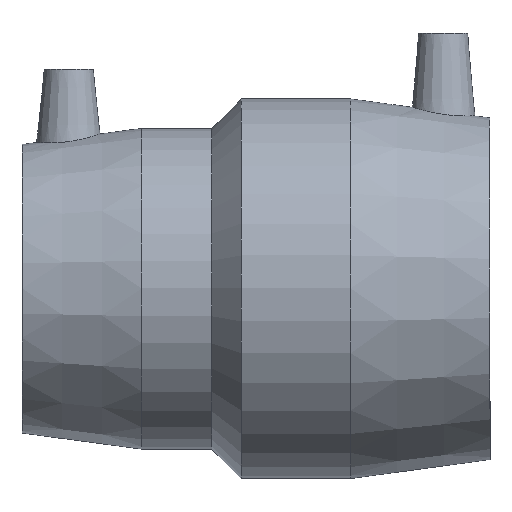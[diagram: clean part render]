
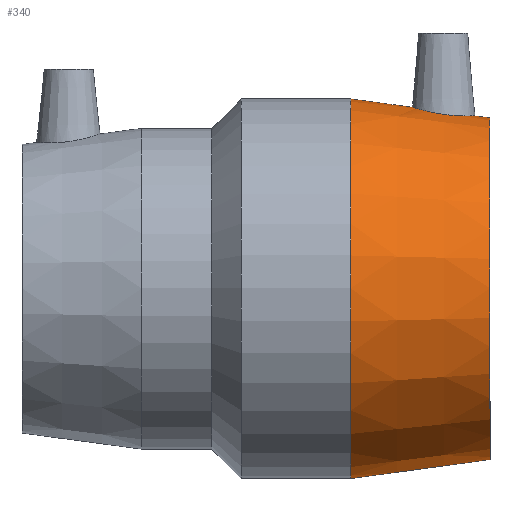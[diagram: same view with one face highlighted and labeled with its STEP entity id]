
A CAD part, top view. The second image highlights one B-rep face of the part: STEP entity #340.
In plain terms, the highlighted conical face has half-angle 7.753 degrees and reference radius 55.1 mm.
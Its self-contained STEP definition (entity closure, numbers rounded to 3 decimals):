
#15=B_SPLINE_CURVE_WITH_KNOTS('',3,(#561,#562,#563,#564,#565,#566,#567,
#568,#569,#570,#571,#572,#573,#574,#575,#576,#577,#578,#579,#580,#581,#582,
#583,#584,#585,#586,#587,#588,#589,#590,#591,#592,#593,#594),
 .UNSPECIFIED.,.T.,.F.,(4,2,2,2,2,2,2,2,2,2,2,2,2,2,2,2,4),(0.,0.357,
0.713,1.071,1.429,1.787,2.145,
2.502,2.859,3.235,3.612,3.981,
4.35,4.719,5.088,5.465,5.842),
 .UNSPECIFIED.);
#20=CONICAL_SURFACE('',#387,55.1,7.753);
#38=FACE_BOUND('',#127,.T.);
#39=FACE_BOUND('',#128,.T.);
#82=FACE_OUTER_BOUND('',#126,.T.);
#126=EDGE_LOOP('',(#279));
#127=EDGE_LOOP('',(#280));
#128=EDGE_LOOP('',(#281));
#173=CIRCLE('',#386,58.);
#174=CIRCLE('',#388,52.2);
#195=VERTEX_POINT('',#560);
#204=VERTEX_POINT('',#652);
#205=VERTEX_POINT('',#655);
#226=EDGE_CURVE('',#195,#195,#15,.T.);
#235=EDGE_CURVE('',#204,#204,#173,.T.);
#236=EDGE_CURVE('',#205,#205,#174,.T.);
#279=ORIENTED_EDGE('',*,*,#236,.F.);
#280=ORIENTED_EDGE('',*,*,#226,.T.);
#281=ORIENTED_EDGE('',*,*,#235,.T.);
#340=ADVANCED_FACE('',(#82,#38,#39),#20,.T.);
#386=AXIS2_PLACEMENT_3D('',#653,#476,#477);
#387=AXIS2_PLACEMENT_3D('',#654,#478,#479);
#388=AXIS2_PLACEMENT_3D('',#656,#480,#481);
#476=DIRECTION('center_axis',(1.,0.,0.));
#477=DIRECTION('ref_axis',(0.,0.,-1.));
#478=DIRECTION('center_axis',(-1.,0.,0.));
#479=DIRECTION('ref_axis',(0.,1.,0.));
#480=DIRECTION('center_axis',(1.,0.,0.));
#481=DIRECTION('ref_axis',(0.,0.,-1.));
#560=CARTESIAN_POINT('',(57.548,53.23,-9.661));
#561=CARTESIAN_POINT('Ctrl Pts',(57.548,53.23,-9.661));
#562=CARTESIAN_POINT('Ctrl Pts',(58.726,53.072,-9.632));
#563=CARTESIAN_POINT('Ctrl Pts',(59.984,52.948,-9.369));
#564=CARTESIAN_POINT('Ctrl Pts',(62.293,52.799,-8.357));
#565=CARTESIAN_POINT('Ctrl Pts',(63.344,52.771,-7.609));
#566=CARTESIAN_POINT('Ctrl Pts',(65.002,52.763,-5.898));
#567=CARTESIAN_POINT('Ctrl Pts',(65.72,52.78,-4.82));
#568=CARTESIAN_POINT('Ctrl Pts',(66.67,52.813,-2.468));
#569=CARTESIAN_POINT('Ctrl Pts',(66.902,52.826,-1.193));
#570=CARTESIAN_POINT('Ctrl Pts',(66.902,52.826,1.193));
#571=CARTESIAN_POINT('Ctrl Pts',(66.67,52.813,2.468));
#572=CARTESIAN_POINT('Ctrl Pts',(65.72,52.78,4.82));
#573=CARTESIAN_POINT('Ctrl Pts',(65.002,52.763,5.898));
#574=CARTESIAN_POINT('Ctrl Pts',(63.344,52.771,7.609));
#575=CARTESIAN_POINT('Ctrl Pts',(62.293,52.799,8.357));
#576=CARTESIAN_POINT('Ctrl Pts',(59.984,52.948,9.369));
#577=CARTESIAN_POINT('Ctrl Pts',(58.726,53.072,9.632));
#578=CARTESIAN_POINT('Ctrl Pts',(56.304,53.397,9.691));
#579=CARTESIAN_POINT('Ctrl Pts',(54.982,53.623,9.465));
#580=CARTESIAN_POINT('Ctrl Pts',(52.554,54.12,8.49));
#581=CARTESIAN_POINT('Ctrl Pts',(51.447,54.389,7.742));
#582=CARTESIAN_POINT('Ctrl Pts',(49.716,54.844,6.016));
#583=CARTESIAN_POINT('Ctrl Pts',(48.969,55.06,4.93));
#584=CARTESIAN_POINT('Ctrl Pts',(47.974,55.358,2.538));
#585=CARTESIAN_POINT('Ctrl Pts',(47.726,55.437,1.23));
#586=CARTESIAN_POINT('Ctrl Pts',(47.726,55.437,-1.23));
#587=CARTESIAN_POINT('Ctrl Pts',(47.974,55.358,-2.538));
#588=CARTESIAN_POINT('Ctrl Pts',(48.969,55.06,-4.93));
#589=CARTESIAN_POINT('Ctrl Pts',(49.716,54.844,-6.016));
#590=CARTESIAN_POINT('Ctrl Pts',(51.447,54.389,-7.742));
#591=CARTESIAN_POINT('Ctrl Pts',(52.554,54.12,-8.49));
#592=CARTESIAN_POINT('Ctrl Pts',(54.982,53.623,-9.465));
#593=CARTESIAN_POINT('Ctrl Pts',(56.304,53.397,-9.691));
#594=CARTESIAN_POINT('Ctrl Pts',(57.548,53.23,-9.661));
#652=CARTESIAN_POINT('',(28.9,58.,0.));
#653=CARTESIAN_POINT('Origin',(28.9,0.,0.));
#654=CARTESIAN_POINT('Origin',(50.2,0.,0.));
#655=CARTESIAN_POINT('',(71.5,52.2,0.));
#656=CARTESIAN_POINT('Origin',(71.5,0.,0.));
